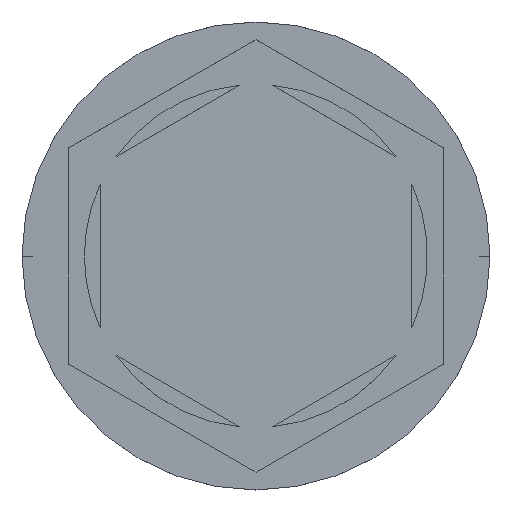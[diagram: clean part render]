
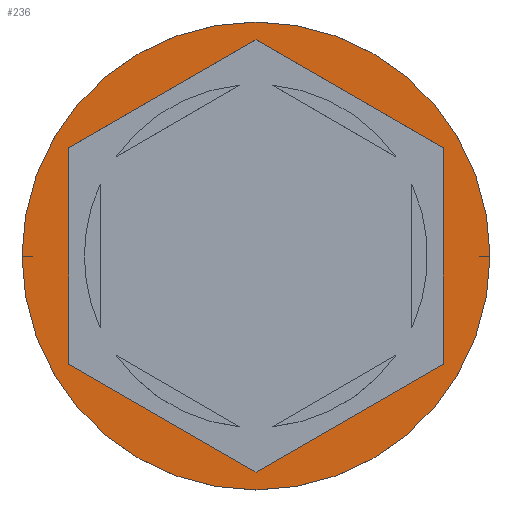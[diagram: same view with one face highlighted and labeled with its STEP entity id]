
A CAD part, top view. The second image highlights one B-rep face of the part: STEP entity #236.
In plain terms, the highlighted planar face has unit normal (0, 0, 1).
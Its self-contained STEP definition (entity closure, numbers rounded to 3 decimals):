
#10 = VERTEX_POINT ( 'NONE', #1123 ) ;
#43 = ORIENTED_EDGE ( 'NONE', *, *, #615, .F. ) ;
#45 = PLANE ( 'NONE',  #1056 ) ;
#55 = VERTEX_POINT ( 'NONE', #190 ) ;
#59 = EDGE_CURVE ( 'NONE', #1665, #1650, #2455, .T. ) ;
#98 = CARTESIAN_POINT ( 'NONE',  ( 0., 6.928, 0. ) ) ;
#190 = CARTESIAN_POINT ( 'NONE',  ( 0., -6.928, 0. ) ) ;
#210 = LINE ( 'NONE', #1160, #1220 ) ;
#213 = FACE_OUTER_BOUND ( 'NONE', #1378, .T. ) ;
#236 = ADVANCED_FACE ( 'NONE', ( #402, #213 ), #45, .T. ) ;
#238 = CARTESIAN_POINT ( 'NONE',  ( -6., -3.464, 0. ) ) ;
#264 = CIRCLE ( 'NONE', #2357, 7.5 ) ;
#319 = VERTEX_POINT ( 'NONE', #841 ) ;
#338 = DIRECTION ( 'NONE',  ( -0.866, 0.5, 0. ) ) ;
#360 = CARTESIAN_POINT ( 'NONE',  ( 0., 0., 0. ) ) ;
#402 = FACE_BOUND ( 'NONE', #1317, .T. ) ;
#423 = CIRCLE ( 'NONE', #1907, 7.5 ) ;
#475 = CARTESIAN_POINT ( 'NONE',  ( 6., -3.464, 0. ) ) ;
#500 = ORIENTED_EDGE ( 'NONE', *, *, #2238, .F. ) ;
#564 = DIRECTION ( 'NONE',  ( 0., 0., 1. ) ) ;
#567 = ORIENTED_EDGE ( 'NONE', *, *, #1557, .F. ) ;
#615 = EDGE_CURVE ( 'NONE', #319, #10, #210, .T. ) ;
#633 = VERTEX_POINT ( 'NONE', #2178 ) ;
#674 = DIRECTION ( 'NONE',  ( 0., 1., 0. ) ) ;
#691 = ORIENTED_EDGE ( 'NONE', *, *, #2174, .T. ) ;
#760 = CARTESIAN_POINT ( 'NONE',  ( 0., 6.928, 0. ) ) ;
#777 = DIRECTION ( 'NONE',  ( 0., -1., 0. ) ) ;
#782 = DIRECTION ( 'NONE',  ( 0., 0., 1. ) ) ;
#798 = DIRECTION ( 'NONE',  ( 0.866, 0.5, 0. ) ) ;
#841 = CARTESIAN_POINT ( 'NONE',  ( -6., 3.464, 0. ) ) ;
#849 = ORIENTED_EDGE ( 'NONE', *, *, #1795, .T. ) ;
#876 = CARTESIAN_POINT ( 'NONE',  ( 6., 3.464, 0. ) ) ;
#914 = DIRECTION ( 'NONE',  ( 1., 0., 0. ) ) ;
#934 = ORIENTED_EDGE ( 'NONE', *, *, #59, .F. ) ;
#935 = VECTOR ( 'NONE', #338, 1000. ) ;
#1034 = EDGE_CURVE ( 'NONE', #10, #55, #2335, .T. ) ;
#1036 = LINE ( 'NONE', #1800, #1225 ) ;
#1056 = AXIS2_PLACEMENT_3D ( 'NONE', #1769, #782, #1574 ) ;
#1089 = ORIENTED_EDGE ( 'NONE', *, *, #1978, .F. ) ;
#1123 = CARTESIAN_POINT ( 'NONE',  ( -6., -3.464, 0. ) ) ;
#1160 = CARTESIAN_POINT ( 'NONE',  ( -6., 3.464, 0. ) ) ;
#1220 = VECTOR ( 'NONE', #777, 1000. ) ;
#1225 = VECTOR ( 'NONE', #798, 1000. ) ;
#1231 = LINE ( 'NONE', #475, #1871 ) ;
#1302 = VECTOR ( 'NONE', #1406, 1000. ) ;
#1303 = DIRECTION ( 'NONE',  ( 0., 0., 1. ) ) ;
#1317 = EDGE_LOOP ( 'NONE', ( #934, #1089, #567, #2489, #43, #500 ) ) ;
#1327 = LINE ( 'NONE', #760, #2158 ) ;
#1378 = EDGE_LOOP ( 'NONE', ( #691, #849 ) ) ;
#1406 = DIRECTION ( 'NONE',  ( 0.866, -0.5, 0. ) ) ;
#1452 = VERTEX_POINT ( 'NONE', #2332 ) ;
#1515 = CARTESIAN_POINT ( 'NONE',  ( 0., 0., 0. ) ) ;
#1521 = CARTESIAN_POINT ( 'NONE',  ( 6., 3.464, 0. ) ) ;
#1557 = EDGE_CURVE ( 'NONE', #55, #1452, #1036, .T. ) ;
#1574 = DIRECTION ( 'NONE',  ( 1., 0., 0. ) ) ;
#1585 = VERTEX_POINT ( 'NONE', #2044 ) ;
#1650 = VERTEX_POINT ( 'NONE', #98 ) ;
#1665 = VERTEX_POINT ( 'NONE', #876 ) ;
#1769 = CARTESIAN_POINT ( 'NONE',  ( 0., 0., 0. ) ) ;
#1795 = EDGE_CURVE ( 'NONE', #1585, #633, #423, .T. ) ;
#1800 = CARTESIAN_POINT ( 'NONE',  ( 0., -6.928, 0. ) ) ;
#1871 = VECTOR ( 'NONE', #674, 1000. ) ;
#1907 = AXIS2_PLACEMENT_3D ( 'NONE', #360, #564, #2113 ) ;
#1978 = EDGE_CURVE ( 'NONE', #1452, #1665, #1231, .T. ) ;
#2044 = CARTESIAN_POINT ( 'NONE',  ( -7.5, 0., 0. ) ) ;
#2113 = DIRECTION ( 'NONE',  ( 1., 0., 0. ) ) ;
#2158 = VECTOR ( 'NONE', #2448, 1000. ) ;
#2174 = EDGE_CURVE ( 'NONE', #633, #1585, #264, .T. ) ;
#2178 = CARTESIAN_POINT ( 'NONE',  ( 7.5, 0., 0. ) ) ;
#2238 = EDGE_CURVE ( 'NONE', #1650, #319, #1327, .T. ) ;
#2332 = CARTESIAN_POINT ( 'NONE',  ( 6., -3.464, 0. ) ) ;
#2335 = LINE ( 'NONE', #238, #1302 ) ;
#2357 = AXIS2_PLACEMENT_3D ( 'NONE', #1515, #1303, #914 ) ;
#2448 = DIRECTION ( 'NONE',  ( -0.866, -0.5, 0. ) ) ;
#2455 = LINE ( 'NONE', #1521, #935 ) ;
#2489 = ORIENTED_EDGE ( 'NONE', *, *, #1034, .F. ) ;
